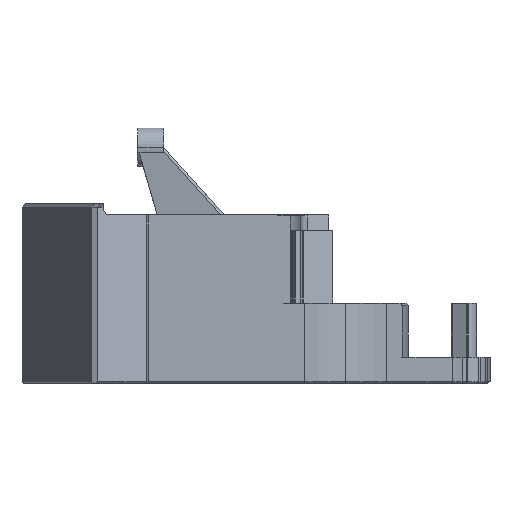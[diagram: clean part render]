
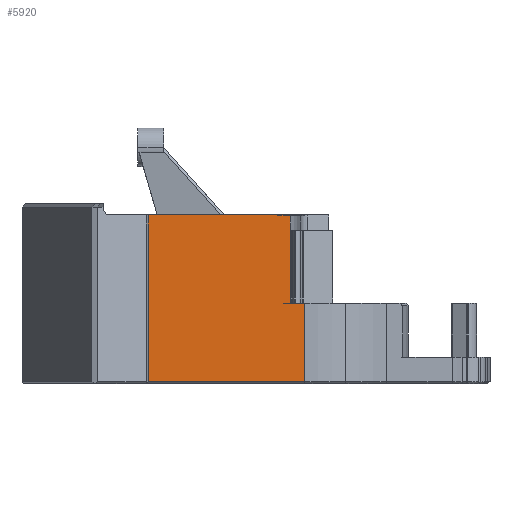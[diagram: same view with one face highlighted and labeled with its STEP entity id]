
A CAD part, left-side view. The second image highlights one B-rep face of the part: STEP entity #5920.
In plain terms, the highlighted planar face has unit normal (-1, 0, 0).
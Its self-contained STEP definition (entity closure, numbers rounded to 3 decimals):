
#305 = ORIENTED_EDGE ( 'NONE', *, *, #16603, .T. ) ;
#466 = EDGE_CURVE ( 'NONE', #4019, #12155, #14083, .T. ) ;
#590 = AXIS2_PLACEMENT_3D ( 'NONE', #14171, #6741, #18676 ) ;
#690 = DIRECTION ( 'NONE',  ( 0., 0., -1. ) ) ;
#865 = CARTESIAN_POINT ( 'NONE',  ( -17.4, 14.496, -18.749 ) ) ;
#897 = CARTESIAN_POINT ( 'NONE',  ( -17.4, -56.5, -6.1 ) ) ;
#916 = ORIENTED_EDGE ( 'NONE', *, *, #18475, .T. ) ;
#944 = VERTEX_POINT ( 'NONE', #18859 ) ;
#1018 = EDGE_CURVE ( 'NONE', #12483, #17098, #16935, .T. ) ;
#1589 = ORIENTED_EDGE ( 'NONE', *, *, #16323, .T. ) ;
#2026 = DIRECTION ( 'NONE',  ( 0., 0., -1. ) ) ;
#2028 = VECTOR ( 'NONE', #13710, 1000. ) ;
#2031 = CARTESIAN_POINT ( 'NONE',  ( -17.4, 7.514, -27.16 ) ) ;
#2381 = CARTESIAN_POINT ( 'NONE',  ( -17.4, -10.932, -6.1 ) ) ;
#2394 = LINE ( 'NONE', #8376, #12045 ) ;
#2445 = DIRECTION ( 'NONE',  ( 0., 1., 0. ) ) ;
#2574 = CARTESIAN_POINT ( 'NONE',  ( -17.4, 1.282, -6.1 ) ) ;
#2928 = EDGE_CURVE ( 'NONE', #944, #9614, #14119, .T. ) ;
#3107 = VERTEX_POINT ( 'NONE', #16810 ) ;
#3803 = CARTESIAN_POINT ( 'NONE',  ( -17.4, 7.959, -26.802 ) ) ;
#4019 = VERTEX_POINT ( 'NONE', #5877 ) ;
#4106 = EDGE_CURVE ( 'NONE', #6291, #3107, #13666, .T. ) ;
#4426 = CARTESIAN_POINT ( 'NONE',  ( -17.4, -24.4, -23.15 ) ) ;
#4679 = VERTEX_POINT ( 'NONE', #17570 ) ;
#5161 = CARTESIAN_POINT ( 'NONE',  ( -17.4, 7.718, -27.003 ) ) ;
#5659 = CARTESIAN_POINT ( 'NONE',  ( -17.4, 14.496, -21.609 ) ) ;
#5877 = CARTESIAN_POINT ( 'NONE',  ( -17.4, -24.4, -6.1 ) ) ;
#5920 = ADVANCED_FACE ( 'NONE', ( #14377 ), #12596, .T. ) ;
#6291 = VERTEX_POINT ( 'NONE', #9848 ) ;
#6637 = CARTESIAN_POINT ( 'NONE',  ( -17.4, 7.798, -26.938 ) ) ;
#6733 = LINE ( 'NONE', #15544, #11458 ) ;
#6741 = DIRECTION ( 'NONE',  ( -1., 0., 0. ) ) ;
#7059 = CARTESIAN_POINT ( 'NONE',  ( -17.4, -27.148, 126.961 ) ) ;
#7256 = EDGE_CURVE ( 'NONE', #12155, #4679, #11544, .T. ) ;
#7375 = VECTOR ( 'NONE', #9441, 1000. ) ;
#7753 = CARTESIAN_POINT ( 'NONE',  ( -17.4, -56.5, -38.24 ) ) ;
#7804 = CARTESIAN_POINT ( 'NONE',  ( -17.4, 7.651, -27.056 ) ) ;
#8376 = CARTESIAN_POINT ( 'NONE',  ( -17.4, -24.4, 126.961 ) ) ;
#8732 = ORIENTED_EDGE ( 'NONE', *, *, #10099, .T. ) ;
#8875 = CARTESIAN_POINT ( 'NONE',  ( -17.4, 8.192, -26.583 ) ) ;
#9379 = CARTESIAN_POINT ( 'NONE',  ( -17.4, 7.44, -27.213 ) ) ;
#9428 = ORIENTED_EDGE ( 'NONE', *, *, #7256, .T. ) ;
#9441 = DIRECTION ( 'NONE',  ( 0., 1., 0. ) ) ;
#9470 = CARTESIAN_POINT ( 'NONE',  ( -17.4, 8.098, -26.673 ) ) ;
#9614 = VERTEX_POINT ( 'NONE', #4426 ) ;
#9641 = EDGE_LOOP ( 'NONE', ( #9428, #1589, #916, #16766, #8732, #17359, #305, #16276, #15889, #13623, #15610 ) ) ;
#9848 = CARTESIAN_POINT ( 'NONE',  ( -17.4, 7.028, -27.472 ) ) ;
#9874 = LINE ( 'NONE', #7059, #11760 ) ;
#9915 = DIRECTION ( 'NONE',  ( 0., 1., 0. ) ) ;
#10099 = EDGE_CURVE ( 'NONE', #17098, #6291, #13007, .T. ) ;
#10831 = CARTESIAN_POINT ( 'NONE',  ( -17.4, 7.028, -27.472 ) ) ;
#10928 = CARTESIAN_POINT ( 'NONE',  ( -17.4, 7.589, -27.104 ) ) ;
#11114 = CARTESIAN_POINT ( 'NONE',  ( -17.4, 7.661, -27.048 ) ) ;
#11135 = CARTESIAN_POINT ( 'NONE',  ( -17.4, 8.192, -26.583 ) ) ;
#11458 = VECTOR ( 'NONE', #690, 1000. ) ;
#11544 = B_SPLINE_CURVE_WITH_KNOTS ( 'NONE', 3,
 ( #2381, #18817, #17465, #2574 ),
 .UNSPECIFIED., .F., .F.,
 ( 4, 4 ),
 ( 0., 1. ),
 .UNSPECIFIED. ) ;
#11609 = CARTESIAN_POINT ( 'NONE',  ( -17.4, 12.317, -24.316 ) ) ;
#11760 = VECTOR ( 'NONE', #14586, 1000. ) ;
#12045 = VECTOR ( 'NONE', #13935, 1000. ) ;
#12155 = VERTEX_POINT ( 'NONE', #13470 ) ;
#12483 = VERTEX_POINT ( 'NONE', #865 ) ;
#12596 = PLANE ( 'NONE',  #590 ) ;
#12804 = CARTESIAN_POINT ( 'NONE',  ( -17.4, 14.496, -6.1 ) ) ;
#12960 = VECTOR ( 'NONE', #9915, 1000. ) ;
#13007 = B_SPLINE_CURVE_WITH_KNOTS ( 'NONE', 3,
 ( #15435, #9470, #3803, #6637, #5161, #15243, #11114, #7804, #10928, #2031, #9379, #13759, #17012, #16914, #14155, #10831 ),
 .UNSPECIFIED., .F., .F.,
 ( 4, 1, 1, 1, 2, 2, 1, 2, 2, 4 ),
 ( 0., 0.25, 0.375, 0.438, 0.469, 0.5, 0.625, 0.688, 0.75, 1. ),
 .UNSPECIFIED. ) ;
#13470 = CARTESIAN_POINT ( 'NONE',  ( -17.4, -10.932, -6.1 ) ) ;
#13518 = LINE ( 'NONE', #7753, #2028 ) ;
#13623 = ORIENTED_EDGE ( 'NONE', *, *, #17655, .T. ) ;
#13666 = LINE ( 'NONE', #15431, #18019 ) ;
#13710 = DIRECTION ( 'NONE',  ( 0., -1., 0. ) ) ;
#13759 = CARTESIAN_POINT ( 'NONE',  ( -17.4, 7.391, -27.247 ) ) ;
#13862 = VERTEX_POINT ( 'NONE', #12804 ) ;
#13935 = DIRECTION ( 'NONE',  ( 0., 0., 1. ) ) ;
#14083 = LINE ( 'NONE', #897, #17230 ) ;
#14119 = LINE ( 'NONE', #18533, #7375 ) ;
#14155 = CARTESIAN_POINT ( 'NONE',  ( -17.4, 7.133, -27.414 ) ) ;
#14171 = CARTESIAN_POINT ( 'NONE',  ( -17.4, -56.5, 126.961 ) ) ;
#14377 = FACE_OUTER_BOUND ( 'NONE', #9641, .T. ) ;
#14586 = DIRECTION ( 'NONE',  ( 0., 0., -1. ) ) ;
#14696 = CARTESIAN_POINT ( 'NONE',  ( -17.4, -27.148, -38.24 ) ) ;
#15243 = CARTESIAN_POINT ( 'NONE',  ( -17.4, 7.684, -27.03 ) ) ;
#15431 = CARTESIAN_POINT ( 'NONE',  ( -17.4, 7.028, 126.961 ) ) ;
#15435 = CARTESIAN_POINT ( 'NONE',  ( -17.4, 8.192, -26.583 ) ) ;
#15544 = CARTESIAN_POINT ( 'NONE',  ( -17.4, 14.496, -4.749 ) ) ;
#15610 = ORIENTED_EDGE ( 'NONE', *, *, #466, .T. ) ;
#15889 = ORIENTED_EDGE ( 'NONE', *, *, #2928, .T. ) ;
#16276 = ORIENTED_EDGE ( 'NONE', *, *, #18229, .F. ) ;
#16323 = EDGE_CURVE ( 'NONE', #4679, #13862, #18929, .T. ) ;
#16603 = EDGE_CURVE ( 'NONE', #3107, #16823, #13518, .T. ) ;
#16766 = ORIENTED_EDGE ( 'NONE', *, *, #1018, .T. ) ;
#16810 = CARTESIAN_POINT ( 'NONE',  ( -17.4, 7.028, -38.24 ) ) ;
#16823 = VERTEX_POINT ( 'NONE', #14696 ) ;
#16914 = CARTESIAN_POINT ( 'NONE',  ( -17.4, 7.237, -27.35 ) ) ;
#16935 =( BOUNDED_CURVE ( )  B_SPLINE_CURVE ( 3, ( #19050, #5659, #11609, #8875 ),
 .UNSPECIFIED., .F., .T. ) 
 B_SPLINE_CURVE_WITH_KNOTS ( ( 4, 4 ),
 ( 0., 0.656 ),
 .UNSPECIFIED. ) 
 CURVE ( )  GEOMETRIC_REPRESENTATION_ITEM ( )  RATIONAL_B_SPLINE_CURVE ( ( 1., 0.965, 0.965, 1. ) ) 
 REPRESENTATION_ITEM ( '' )  );
#17012 = CARTESIAN_POINT ( 'NONE',  ( -17.4, 7.367, -27.263 ) ) ;
#17098 = VERTEX_POINT ( 'NONE', #11135 ) ;
#17230 = VECTOR ( 'NONE', #2445, 1000. ) ;
#17359 = ORIENTED_EDGE ( 'NONE', *, *, #4106, .T. ) ;
#17465 = CARTESIAN_POINT ( 'NONE',  ( -17.4, -2.789, -6.1 ) ) ;
#17570 = CARTESIAN_POINT ( 'NONE',  ( -17.4, 1.282, -6.1 ) ) ;
#17655 = EDGE_CURVE ( 'NONE', #9614, #4019, #2394, .T. ) ;
#17658 = CARTESIAN_POINT ( 'NONE',  ( -17.4, -56.5, -6.1 ) ) ;
#18019 = VECTOR ( 'NONE', #2026, 1000. ) ;
#18229 = EDGE_CURVE ( 'NONE', #944, #16823, #9874, .T. ) ;
#18475 = EDGE_CURVE ( 'NONE', #13862, #12483, #6733, .T. ) ;
#18533 = CARTESIAN_POINT ( 'NONE',  ( -17.4, -56.5, -23.15 ) ) ;
#18676 = DIRECTION ( 'NONE',  ( 0., 0., 1. ) ) ;
#18817 = CARTESIAN_POINT ( 'NONE',  ( -17.4, -6.861, -6.1 ) ) ;
#18859 = CARTESIAN_POINT ( 'NONE',  ( -17.4, -27.148, -23.15 ) ) ;
#18929 = LINE ( 'NONE', #17658, #12960 ) ;
#19050 = CARTESIAN_POINT ( 'NONE',  ( -17.4, 14.496, -18.749 ) ) ;
